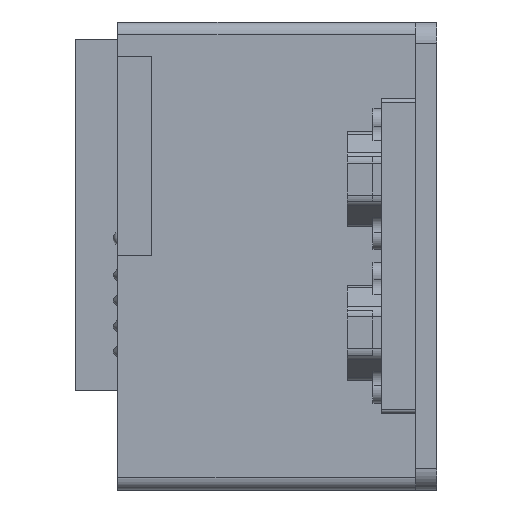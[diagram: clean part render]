
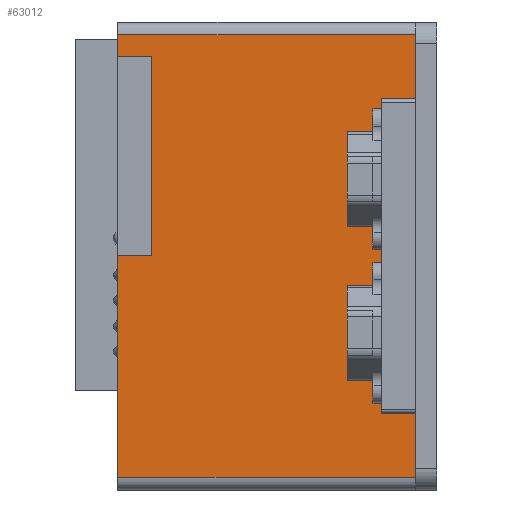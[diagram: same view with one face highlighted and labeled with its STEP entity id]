
A CAD part, left-side view. The second image highlights one B-rep face of the part: STEP entity #63012.
In plain terms, the highlighted planar face has unit normal (-1, 0, 0).
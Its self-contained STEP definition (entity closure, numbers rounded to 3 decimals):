
#58435 = VERTEX_POINT ( 'NONE', #102228 ) ;
#58439 = EDGE_CURVE ( 'NONE', #58476, #58435, #102227, .T. ) ;
#58476 = VERTEX_POINT ( 'NONE', #102248 ) ;
#58953 = VERTEX_POINT ( 'NONE', #102696 ) ;
#58958 = EDGE_CURVE ( 'NONE', #58953, #58959, #102694, .T. ) ;
#58959 = VERTEX_POINT ( 'NONE', #102690 ) ;
#59040 = VERTEX_POINT ( 'NONE', #102746 ) ;
#59083 = VERTEX_POINT ( 'NONE', #102802 ) ;
#59088 = EDGE_CURVE ( 'NONE', #59083, #59040, #102891, .T. ) ;
#63012 = ADVANCED_FACE ( 'NONE', ( #108242 ), #108241, .F. ) ;
#63015 = EDGE_LOOP ( 'NONE', ( #63020, #63082, #63094, #63099, #63103, #63115, #63121, #63178, #63186, #63198 ) ) ;
#63020 = ORIENTED_EDGE ( 'NONE', *, *, #58958, .F. ) ;
#63055 = EDGE_CURVE ( 'NONE', #63194, #58959, #108326, .T. ) ;
#63082 = ORIENTED_EDGE ( 'NONE', *, *, #63086, .F. ) ;
#63086 = EDGE_CURVE ( 'NONE', #63089, #58953, #108356, .T. ) ;
#63089 = VERTEX_POINT ( 'NONE', #108352 ) ;
#63094 = ORIENTED_EDGE ( 'NONE', *, *, #63096, .F. ) ;
#63096 = EDGE_CURVE ( 'NONE', #58476, #63089, #108346, .T. ) ;
#63099 = ORIENTED_EDGE ( 'NONE', *, *, #58439, .T. ) ;
#63103 = ORIENTED_EDGE ( 'NONE', *, *, #63107, .T. ) ;
#63107 = EDGE_CURVE ( 'NONE', #58435, #63112, #108338, .T. ) ;
#63112 = VERTEX_POINT ( 'NONE', #108327 ) ;
#63115 = ORIENTED_EDGE ( 'NONE', *, *, #63117, .F. ) ;
#63117 = EDGE_CURVE ( 'NONE', #59040, #63112, #108399, .T. ) ;
#63121 = ORIENTED_EDGE ( 'NONE', *, *, #59088, .F. ) ;
#63178 = ORIENTED_EDGE ( 'NONE', *, *, #63182, .F. ) ;
#63182 = EDGE_CURVE ( 'NONE', #63183, #59083, #108458, .T. ) ;
#63183 = VERTEX_POINT ( 'NONE', #108454 ) ;
#63186 = ORIENTED_EDGE ( 'NONE', *, *, #63192, .F. ) ;
#63192 = EDGE_CURVE ( 'NONE', #63194, #63183, #108447, .T. ) ;
#63194 = VERTEX_POINT ( 'NONE', #108443 ) ;
#63198 = ORIENTED_EDGE ( 'NONE', *, *, #63055, .T. ) ;
#102224 = DIRECTION ( 'NONE',  ( 0., -1., 0. ) ) ;
#102225 = VECTOR ( 'NONE', #102224, 1000. ) ;
#102226 = CARTESIAN_POINT ( 'NONE',  ( -152.1, 75., -52. ) ) ;
#102227 = LINE ( 'NONE', #102226, #102225 ) ;
#102228 = CARTESIAN_POINT ( 'NONE',  ( -152.1, 5., -52. ) ) ;
#102248 = CARTESIAN_POINT ( 'NONE',  ( -152.1, 74.999, -52. ) ) ;
#102690 = CARTESIAN_POINT ( 'NONE',  ( -152.1, 75., 0. ) ) ;
#102691 = DIRECTION ( 'NONE',  ( 0., 0., 1. ) ) ;
#102692 = VECTOR ( 'NONE', #102691, 1000. ) ;
#102693 = CARTESIAN_POINT ( 'NONE',  ( -152.1, 75., -52. ) ) ;
#102694 = LINE ( 'NONE', #102693, #102692 ) ;
#102696 = CARTESIAN_POINT ( 'NONE',  ( -152.1, 75., -28.436 ) ) ;
#102746 = CARTESIAN_POINT ( 'NONE',  ( -152.1, 75., 52. ) ) ;
#102802 = CARTESIAN_POINT ( 'NONE',  ( -152.1, 75., 47. ) ) ;
#102888 = DIRECTION ( 'NONE',  ( 0., 0., 1. ) ) ;
#102889 = VECTOR ( 'NONE', #102888, 1000. ) ;
#102890 = CARTESIAN_POINT ( 'NONE',  ( -152.1, 75., -52. ) ) ;
#102891 = LINE ( 'NONE', #102890, #102889 ) ;
#108237 = DIRECTION ( 'NONE',  ( 0., 0., -1. ) ) ;
#108238 = DIRECTION ( 'NONE',  ( 1., 0., 0. ) ) ;
#108239 = CARTESIAN_POINT ( 'NONE',  ( -152.1, 75., -52. ) ) ;
#108240 = AXIS2_PLACEMENT_3D ( 'NONE', #108239, #108238, #108237 ) ;
#108241 = PLANE ( 'NONE',  #108240 ) ;
#108242 = FACE_OUTER_BOUND ( 'NONE', #63015, .T. ) ;
#108323 = DIRECTION ( 'NONE',  ( 0., 1., 0. ) ) ;
#108324 = VECTOR ( 'NONE', #108323, 1000. ) ;
#108325 = CARTESIAN_POINT ( 'NONE',  ( -152.1, 67., 0. ) ) ;
#108326 = LINE ( 'NONE', #108325, #108324 ) ;
#108327 = CARTESIAN_POINT ( 'NONE',  ( -152.1, 5., 52. ) ) ;
#108335 = DIRECTION ( 'NONE',  ( 0., 0., 1. ) ) ;
#108336 = VECTOR ( 'NONE', #108335, 1000. ) ;
#108337 = CARTESIAN_POINT ( 'NONE',  ( -152.1, 5., -52. ) ) ;
#108338 = LINE ( 'NONE', #108337, #108336 ) ;
#108343 = DIRECTION ( 'NONE',  ( 0., 0., 1. ) ) ;
#108344 = VECTOR ( 'NONE', #108343, 1000. ) ;
#108345 = CARTESIAN_POINT ( 'NONE',  ( -152.1, 74.999, -52. ) ) ;
#108346 = LINE ( 'NONE', #108345, #108344 ) ;
#108352 = CARTESIAN_POINT ( 'NONE',  ( -152.1, 74.999, -28.436 ) ) ;
#108353 = DIRECTION ( 'NONE',  ( 0., 1., 0. ) ) ;
#108354 = VECTOR ( 'NONE', #108353, 1000. ) ;
#108355 = CARTESIAN_POINT ( 'NONE',  ( -152.1, 74.999, -28.436 ) ) ;
#108356 = LINE ( 'NONE', #108355, #108354 ) ;
#108396 = DIRECTION ( 'NONE',  ( 0., -1., 0. ) ) ;
#108397 = VECTOR ( 'NONE', #108396, 1000. ) ;
#108398 = CARTESIAN_POINT ( 'NONE',  ( -152.1, 75., 52. ) ) ;
#108399 = LINE ( 'NONE', #108398, #108397 ) ;
#108443 = CARTESIAN_POINT ( 'NONE',  ( -152.1, 67., 0. ) ) ;
#108444 = DIRECTION ( 'NONE',  ( 0., 0., 1. ) ) ;
#108445 = VECTOR ( 'NONE', #108444, 1000. ) ;
#108446 = CARTESIAN_POINT ( 'NONE',  ( -152.1, 67., 0. ) ) ;
#108447 = LINE ( 'NONE', #108446, #108445 ) ;
#108454 = CARTESIAN_POINT ( 'NONE',  ( -152.1, 67., 47. ) ) ;
#108455 = DIRECTION ( 'NONE',  ( 0., 1., 0. ) ) ;
#108456 = VECTOR ( 'NONE', #108455, 1000. ) ;
#108457 = CARTESIAN_POINT ( 'NONE',  ( -152.1, 67., 47. ) ) ;
#108458 = LINE ( 'NONE', #108457, #108456 ) ;
